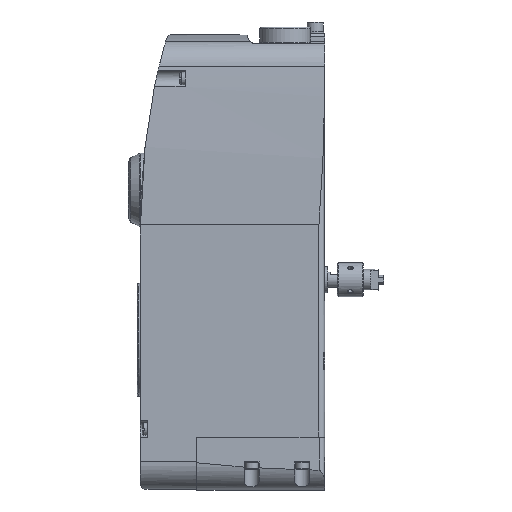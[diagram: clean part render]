
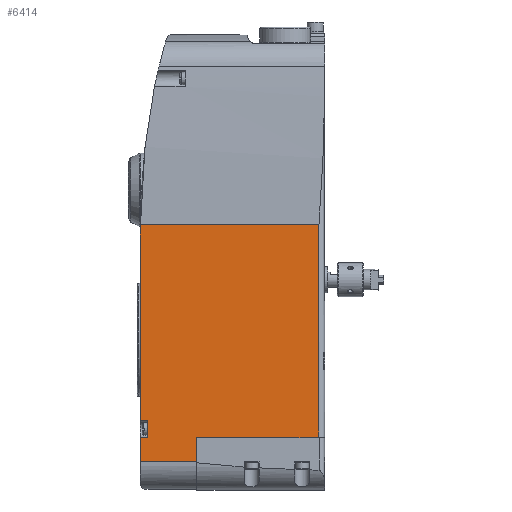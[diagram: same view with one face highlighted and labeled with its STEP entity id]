
A CAD part, left-side view. The second image highlights one B-rep face of the part: STEP entity #6414.
In plain terms, the highlighted planar face has unit normal (-1, 0, 0).
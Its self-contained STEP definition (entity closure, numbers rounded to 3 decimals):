
#348=LINE('',#9715,#842);
#359=LINE('',#9783,#853);
#366=LINE('',#9803,#860);
#368=LINE('',#9807,#862);
#369=LINE('',#9809,#863);
#370=LINE('',#9811,#864);
#371=LINE('',#9812,#865);
#372=LINE('',#9814,#866);
#373=LINE('',#9816,#867);
#374=LINE('',#9818,#868);
#375=LINE('',#9820,#869);
#376=LINE('',#9822,#870);
#377=LINE('',#9824,#871);
#378=LINE('',#9826,#872);
#379=LINE('',#9828,#873);
#380=LINE('',#9830,#874);
#381=LINE('',#9832,#875);
#382=LINE('',#9833,#876);
#842=VECTOR('',#7685,1000.);
#853=VECTOR('',#7726,1000.);
#860=VECTOR('',#7739,1000.);
#862=VECTOR('',#7743,1000.);
#863=VECTOR('',#7744,1000.);
#864=VECTOR('',#7745,1000.);
#865=VECTOR('',#7746,1000.);
#866=VECTOR('',#7747,1000.);
#867=VECTOR('',#7748,1000.);
#868=VECTOR('',#7749,1000.);
#869=VECTOR('',#7750,1000.);
#870=VECTOR('',#7751,1000.);
#871=VECTOR('',#7752,1000.);
#872=VECTOR('',#7753,1000.);
#873=VECTOR('',#7754,1000.);
#874=VECTOR('',#7755,1000.);
#875=VECTOR('',#7756,1000.);
#876=VECTOR('',#7757,1000.);
#1396=ORIENTED_EDGE('',*,*,#3168,.F.);
#1397=ORIENTED_EDGE('',*,*,#3169,.F.);
#1398=ORIENTED_EDGE('',*,*,#3170,.F.);
#1399=ORIENTED_EDGE('',*,*,#3166,.F.);
#1400=ORIENTED_EDGE('',*,*,#3171,.T.);
#1401=ORIENTED_EDGE('',*,*,#3172,.T.);
#1402=ORIENTED_EDGE('',*,*,#3173,.T.);
#1403=ORIENTED_EDGE('',*,*,#3174,.F.);
#1404=ORIENTED_EDGE('',*,*,#3175,.T.);
#1405=ORIENTED_EDGE('',*,*,#3176,.T.);
#1406=ORIENTED_EDGE('',*,*,#3177,.T.);
#1407=ORIENTED_EDGE('',*,*,#3178,.F.);
#1408=ORIENTED_EDGE('',*,*,#3179,.T.);
#1409=ORIENTED_EDGE('',*,*,#3180,.T.);
#1410=ORIENTED_EDGE('',*,*,#3181,.T.);
#1411=ORIENTED_EDGE('',*,*,#3131,.F.);
#1412=ORIENTED_EDGE('',*,*,#3182,.F.);
#1413=ORIENTED_EDGE('',*,*,#3183,.F.);
#1414=ORIENTED_EDGE('',*,*,#3156,.F.);
#3131=EDGE_CURVE('',#4018,#4019,#348,.T.);
#3156=EDGE_CURVE('',#4040,#4041,#359,.T.);
#3166=EDGE_CURVE('',#4050,#4051,#366,.T.);
#3168=EDGE_CURVE('',#4052,#4040,#368,.T.);
#3169=EDGE_CURVE('',#4053,#4052,#369,.T.);
#3170=EDGE_CURVE('',#4051,#4053,#370,.T.);
#3171=EDGE_CURVE('',#4050,#4054,#371,.T.);
#3172=EDGE_CURVE('',#4054,#4055,#372,.T.);
#3173=EDGE_CURVE('',#4055,#4056,#373,.T.);
#3174=EDGE_CURVE('',#4057,#4056,#374,.T.);
#3175=EDGE_CURVE('',#4057,#4058,#375,.T.);
#3176=EDGE_CURVE('',#4058,#4059,#376,.T.);
#3177=EDGE_CURVE('',#4059,#4060,#377,.T.);
#3178=EDGE_CURVE('',#4061,#4060,#378,.T.);
#3179=EDGE_CURVE('',#4061,#4062,#379,.T.);
#3180=EDGE_CURVE('',#4062,#4063,#380,.T.);
#3181=EDGE_CURVE('',#4063,#4019,#381,.T.);
#3182=EDGE_CURVE('',#4064,#4018,#382,.T.);
#3183=EDGE_CURVE('',#4041,#4064,#4662,.T.);
#4018=VERTEX_POINT('',#9714);
#4019=VERTEX_POINT('',#9716);
#4040=VERTEX_POINT('',#9782);
#4041=VERTEX_POINT('',#9784);
#4050=VERTEX_POINT('',#9802);
#4051=VERTEX_POINT('',#9804);
#4052=VERTEX_POINT('',#9808);
#4053=VERTEX_POINT('',#9810);
#4054=VERTEX_POINT('',#9813);
#4055=VERTEX_POINT('',#9815);
#4056=VERTEX_POINT('',#9817);
#4057=VERTEX_POINT('',#9819);
#4058=VERTEX_POINT('',#9821);
#4059=VERTEX_POINT('',#9823);
#4060=VERTEX_POINT('',#9825);
#4061=VERTEX_POINT('',#9827);
#4062=VERTEX_POINT('',#9829);
#4063=VERTEX_POINT('',#9831);
#4064=VERTEX_POINT('',#9834);
#4662=CIRCLE('',#6921,500.);
#4951=EDGE_LOOP('',(#1396,#1397,#1398,#1399,#1400,#1401,#1402,#1403,#1404,
#1405,#1406,#1407,#1408,#1409,#1410,#1411,#1412,#1413,#1414));
#5565=FACE_BOUND('',#4951,.T.);
#6169=PLANE('',#6920);
#6414=ADVANCED_FACE('',(#5565),#6169,.F.);
#6920=AXIS2_PLACEMENT_3D('',#9806,#7741,#7742);
#6921=AXIS2_PLACEMENT_3D('',#9835,#7758,#7759);
#7685=DIRECTION('',(0.,0.,-1.));
#7726=DIRECTION('',(0.,0.,1.));
#7739=DIRECTION('',(0.,0.,1.));
#7741=DIRECTION('',(1.,0.,0.));
#7742=DIRECTION('',(0.,0.,-1.));
#7743=DIRECTION('',(0.,1.,0.));
#7744=DIRECTION('',(0.,0.,1.));
#7745=DIRECTION('',(0.,-1.,0.));
#7746=DIRECTION('',(0.,-1.,0.));
#7747=DIRECTION('',(0.,0.,1.));
#7748=DIRECTION('',(0.,-1.,0.));
#7749=DIRECTION('',(0.,0.,1.));
#7750=DIRECTION('',(0.,-1.,0.));
#7751=DIRECTION('',(0.,0.,1.));
#7752=DIRECTION('',(0.,-1.,0.));
#7753=DIRECTION('',(0.,0.,1.));
#7754=DIRECTION('',(0.,-1.,0.));
#7755=DIRECTION('',(0.,0.,1.));
#7756=DIRECTION('',(0.,-1.,0.));
#7757=DIRECTION('',(0.,-1.,0.));
#7758=DIRECTION('',(1.,0.,0.));
#7759=DIRECTION('',(0.,0.,-1.));
#9714=CARTESIAN_POINT('',(-52.,3.,29.716));
#9715=CARTESIAN_POINT('',(-52.,3.,130.));
#9716=CARTESIAN_POINT('',(-52.,3.,-84.));
#9782=CARTESIAN_POINT('',(-52.,98.4,-75.4));
#9783=CARTESIAN_POINT('',(-52.,98.4,-112.));
#9784=CARTESIAN_POINT('',(-52.,98.4,21.));
#9802=CARTESIAN_POINT('',(-52.,98.4,-97.));
#9803=CARTESIAN_POINT('',(-52.,98.4,-112.));
#9804=CARTESIAN_POINT('',(-52.,98.4,-84.1));
#9806=CARTESIAN_POINT('',(-52.,98.4,-112.));
#9807=CARTESIAN_POINT('',(-52.,98.4,-75.4));
#9808=CARTESIAN_POINT('',(-52.,94.4,-75.4));
#9809=CARTESIAN_POINT('',(-52.,94.4,-112.));
#9810=CARTESIAN_POINT('',(-52.,94.4,-84.1));
#9811=CARTESIAN_POINT('',(-52.,98.4,-84.1));
#9812=CARTESIAN_POINT('',(-52.,98.4,-97.));
#9813=CARTESIAN_POINT('',(-52.,68.4,-97.));
#9814=CARTESIAN_POINT('',(-52.,68.4,-112.));
#9815=CARTESIAN_POINT('',(-52.,68.4,-84.));
#9816=CARTESIAN_POINT('',(-52.,68.4,-84.));
#9817=CARTESIAN_POINT('',(-52.,43.5,-84.));
#9818=CARTESIAN_POINT('',(-52.,43.5,-84.3));
#9819=CARTESIAN_POINT('',(-52.,43.5,-84.3));
#9820=CARTESIAN_POINT('',(-52.,43.5,-84.3));
#9821=CARTESIAN_POINT('',(-52.,34.5,-84.3));
#9822=CARTESIAN_POINT('',(-52.,34.5,-84.3));
#9823=CARTESIAN_POINT('',(-52.,34.5,-84.));
#9824=CARTESIAN_POINT('',(-52.,68.4,-84.));
#9825=CARTESIAN_POINT('',(-52.,16.5,-84.));
#9826=CARTESIAN_POINT('',(-52.,16.5,-84.3));
#9827=CARTESIAN_POINT('',(-52.,16.5,-84.3));
#9828=CARTESIAN_POINT('',(-52.,16.5,-84.3));
#9829=CARTESIAN_POINT('',(-52.,7.5,-84.3));
#9830=CARTESIAN_POINT('',(-52.,7.5,-84.3));
#9831=CARTESIAN_POINT('',(-52.,7.5,-84.));
#9832=CARTESIAN_POINT('',(-52.,68.4,-84.));
#9833=CARTESIAN_POINT('',(-52.,98.4,29.716));
#9834=CARTESIAN_POINT('',(-52.,98.324,29.716));
#9835=CARTESIAN_POINT('',(-52.,-401.6,20.998));
